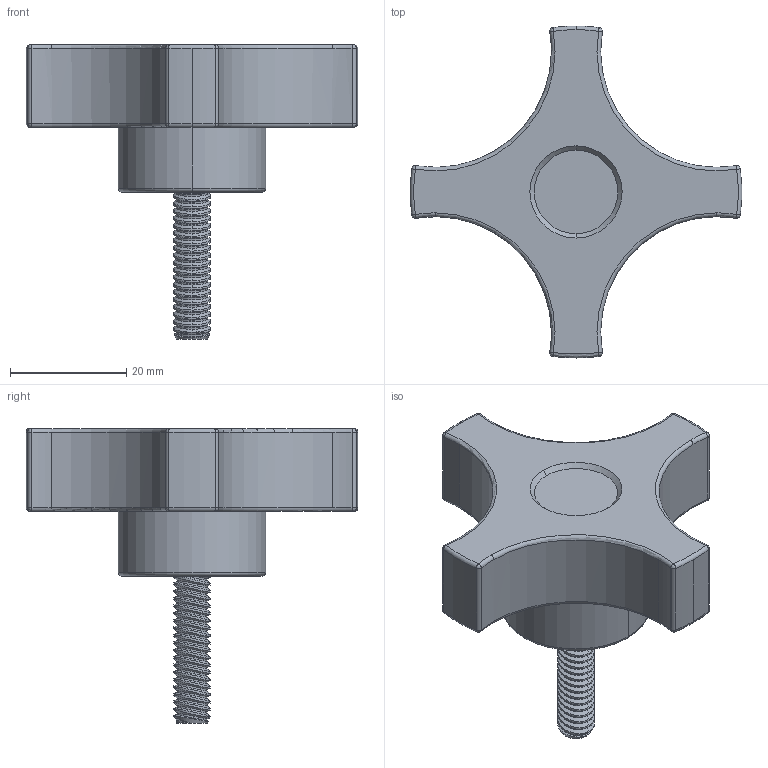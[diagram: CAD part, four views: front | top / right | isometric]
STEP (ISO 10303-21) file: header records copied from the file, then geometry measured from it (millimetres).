
FILE_DESCRIPTION (( 'STEP AP203' ), '1' );
FILE_NAME ('5993K87.step', '2010-02-11T13:52:00', ( ' ' ), ( ' ' ), 'SwSTEP 2.0', 'SolidWorks 2007', '' );
FILE_SCHEMA (( 'CONFIG_CONTROL_DESIGN' ));
Length unit declared in the file: inch
Products named in the file (1): 5993K87
Bounding box: 57.09 x 57.15 x 50.8 mm (x, y, z)
Volume: 23874.7 mm3; surface area: 6679.2 mm2
Topology: 1 solids, 1 shells, 242 faces, 514 edges, 269 vertices
Faces by surface type: cylinder 105, cone 88, torus 24, sphere 20, plane 5
Entity records: 8662 total; most frequent: CARTESIAN_POINT 3592, DIRECTION 1109, ORIENTED_EDGE 1000, EDGE_CURVE 500, AXIS2_PLACEMENT_3D 462, VERTEX_POINT 263, EDGE_LOOP 245, ADVANCED_FACE 242
